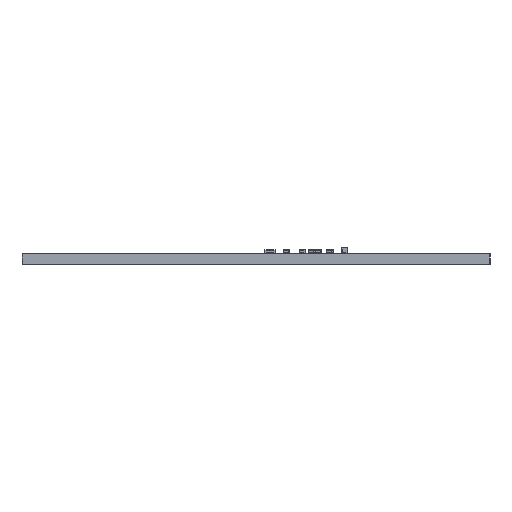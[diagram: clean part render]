
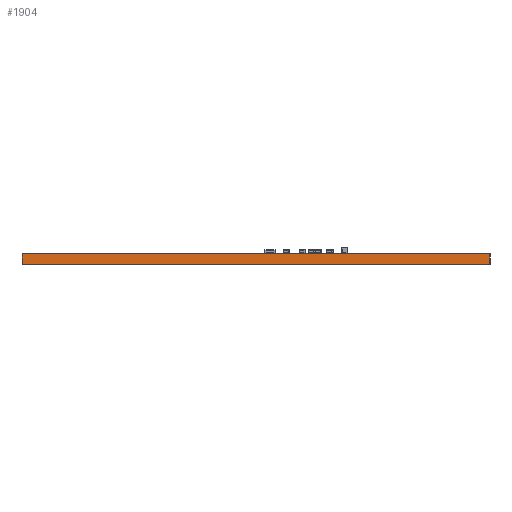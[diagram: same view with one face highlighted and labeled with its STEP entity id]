
A CAD part, left-side view. The second image highlights one B-rep face of the part: STEP entity #1904.
In plain terms, the highlighted planar face has unit normal (-1, 0, 0).
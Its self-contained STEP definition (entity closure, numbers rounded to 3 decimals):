
#1848 = VERTEX_POINT('',#1849);
#1849 = CARTESIAN_POINT('',(90.,-130.,1.51));
#1855 = EDGE_CURVE('',#1856,#1848,#1858,.T.);
#1856 = VERTEX_POINT('',#1857);
#1857 = CARTESIAN_POINT('',(90.,-130.,0.));
#1858 = LINE('',#1859,#1860);
#1859 = CARTESIAN_POINT('',(90.,-130.,0.));
#1860 = VECTOR('',#1861,1.);
#1861 = DIRECTION('',(0.,0.,1.));
#1904 = ADVANCED_FACE('',(#1905),#1930,.T.);
#1905 = FACE_BOUND('',#1906,.T.);
#1906 = EDGE_LOOP('',(#1907,#1908,#1916,#1924));
#1907 = ORIENTED_EDGE('',*,*,#1855,.T.);
#1908 = ORIENTED_EDGE('',*,*,#1909,.T.);
#1909 = EDGE_CURVE('',#1848,#1910,#1912,.T.);
#1910 = VERTEX_POINT('',#1911);
#1911 = CARTESIAN_POINT('',(90.,-64.,1.51));
#1912 = LINE('',#1913,#1914);
#1913 = CARTESIAN_POINT('',(90.,-130.,1.51));
#1914 = VECTOR('',#1915,1.);
#1915 = DIRECTION('',(0.,1.,0.));
#1916 = ORIENTED_EDGE('',*,*,#1917,.F.);
#1917 = EDGE_CURVE('',#1918,#1910,#1920,.T.);
#1918 = VERTEX_POINT('',#1919);
#1919 = CARTESIAN_POINT('',(90.,-64.,0.));
#1920 = LINE('',#1921,#1922);
#1921 = CARTESIAN_POINT('',(90.,-64.,0.));
#1922 = VECTOR('',#1923,1.);
#1923 = DIRECTION('',(0.,0.,1.));
#1924 = ORIENTED_EDGE('',*,*,#1925,.F.);
#1925 = EDGE_CURVE('',#1856,#1918,#1926,.T.);
#1926 = LINE('',#1927,#1928);
#1927 = CARTESIAN_POINT('',(90.,-130.,0.));
#1928 = VECTOR('',#1929,1.);
#1929 = DIRECTION('',(0.,1.,0.));
#1930 = PLANE('',#1931);
#1931 = AXIS2_PLACEMENT_3D('',#1932,#1933,#1934);
#1932 = CARTESIAN_POINT('',(90.,-130.,0.));
#1933 = DIRECTION('',(-1.,0.,0.));
#1934 = DIRECTION('',(0.,1.,0.));
